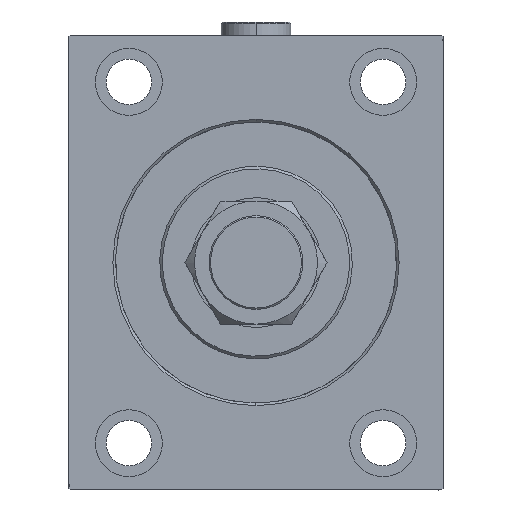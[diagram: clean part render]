
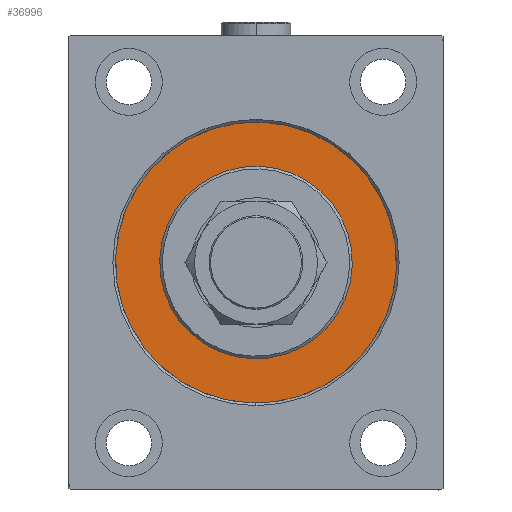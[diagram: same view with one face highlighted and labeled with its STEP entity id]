
A CAD part, left-side view. The second image highlights one B-rep face of the part: STEP entity #36996.
In plain terms, the highlighted face is planar.
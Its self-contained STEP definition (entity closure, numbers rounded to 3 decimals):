
#872 = CARTESIAN_POINT ( 'NONE',  ( 0., 0., -36. ) ) ;
#1051 = AXIS2_PLACEMENT_3D ( 'NONE', #13747, #42802, #24010 ) ;
#1871 = ORIENTED_EDGE ( 'NONE', *, *, #7970, .F. ) ;
#2172 = DIRECTION ( 'NONE',  ( 1., 0., 0. ) ) ;
#3100 = ORIENTED_EDGE ( 'NONE', *, *, #11405, .F. ) ;
#4258 = DIRECTION ( 'NONE',  ( 1., 0., 0. ) ) ;
#7970 = EDGE_CURVE ( 'NONE', #18742, #28833, #25188, .T. ) ;
#9158 = VERTEX_POINT ( 'NONE', #18192 ) ;
#10150 = CIRCLE ( 'NONE', #1051, 52.5 ) ;
#11405 = EDGE_CURVE ( 'NONE', #9158, #17010, #23788, .T. ) ;
#11504 = AXIS2_PLACEMENT_3D ( 'NONE', #40457, #4258, #18753 ) ;
#12836 = DIRECTION ( 'NONE',  ( 0., 0., 1. ) ) ;
#13301 = EDGE_CURVE ( 'NONE', #17010, #9158, #10150, .T. ) ;
#13747 = CARTESIAN_POINT ( 'NONE',  ( 0., 0., 0. ) ) ;
#15669 = CARTESIAN_POINT ( 'NONE',  ( 0., 0., 52.5 ) ) ;
#15999 = EDGE_LOOP ( 'NONE', ( #1871, #46735 ) ) ;
#17010 = VERTEX_POINT ( 'NONE', #15669 ) ;
#18192 = CARTESIAN_POINT ( 'NONE',  ( 0., 0., -52.5 ) ) ;
#18742 = VERTEX_POINT ( 'NONE', #23568 ) ;
#18753 = DIRECTION ( 'NONE',  ( 0., 0., -1. ) ) ;
#22572 = DIRECTION ( 'NONE',  ( -1., 0., 0. ) ) ;
#22592 = EDGE_CURVE ( 'NONE', #28833, #18742, #39188, .T. ) ;
#23568 = CARTESIAN_POINT ( 'NONE',  ( 0., 0., 36. ) ) ;
#23788 = CIRCLE ( 'NONE', #29850, 52.5 ) ;
#23811 = FACE_BOUND ( 'NONE', #15999, .T. ) ;
#24010 = DIRECTION ( 'NONE',  ( 0., 0., 1. ) ) ;
#25188 = CIRCLE ( 'NONE', #11504, 36. ) ;
#25414 = EDGE_LOOP ( 'NONE', ( #3100, #45501 ) ) ;
#26663 = DIRECTION ( 'NONE',  ( -1., 0., 0. ) ) ;
#27858 = CARTESIAN_POINT ( 'NONE',  ( 0., 0., 0. ) ) ;
#28833 = VERTEX_POINT ( 'NONE', #872 ) ;
#29850 = AXIS2_PLACEMENT_3D ( 'NONE', #41142, #22572, #37804 ) ;
#30937 = PLANE ( 'NONE',  #31948 ) ;
#31568 = AXIS2_PLACEMENT_3D ( 'NONE', #27858, #2172, #42397 ) ;
#31948 = AXIS2_PLACEMENT_3D ( 'NONE', #45477, #26663, #12836 ) ;
#34525 = FACE_OUTER_BOUND ( 'NONE', #25414, .T. ) ;
#36996 = ADVANCED_FACE ( 'NONE', ( #23811, #34525 ), #30937, .F. ) ;
#37804 = DIRECTION ( 'NONE',  ( 0., 0., 1. ) ) ;
#39188 = CIRCLE ( 'NONE', #31568, 36. ) ;
#40457 = CARTESIAN_POINT ( 'NONE',  ( 0., 0., 0. ) ) ;
#41142 = CARTESIAN_POINT ( 'NONE',  ( 0., 0., 0. ) ) ;
#42397 = DIRECTION ( 'NONE',  ( 0., 0., -1. ) ) ;
#42802 = DIRECTION ( 'NONE',  ( -1., 0., 0. ) ) ;
#45477 = CARTESIAN_POINT ( 'NONE',  ( 0., 0., 0. ) ) ;
#45501 = ORIENTED_EDGE ( 'NONE', *, *, #13301, .F. ) ;
#46735 = ORIENTED_EDGE ( 'NONE', *, *, #22592, .F. ) ;
